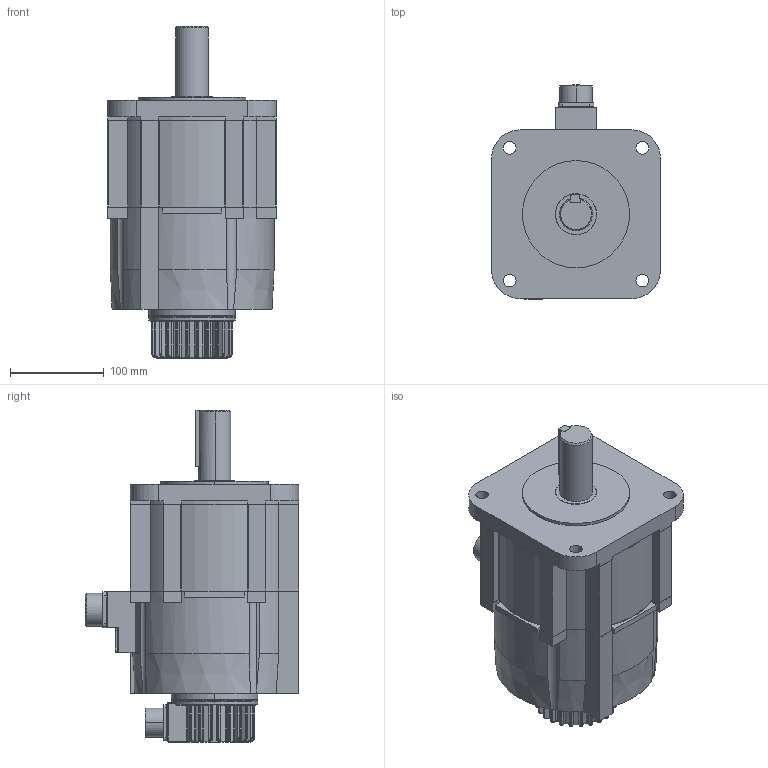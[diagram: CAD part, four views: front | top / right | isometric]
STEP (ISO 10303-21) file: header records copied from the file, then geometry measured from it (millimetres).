
FILE_DESCRIPTION (( 'STEP AP214' ), '1' );
FILE_NAME ('ISMH3-29C15CD-U234Z.STEP', '2017-06-29T06:52:56', ( 'inovance' ), ( '' ), 'SwSTEP 2.0', 'SolidWorks 2016', '' );
FILE_SCHEMA (( 'AUTOMOTIVE_DESIGN' ));
Length unit declared in the file: millimetre
Products named in the file (1): ISMH3-29C15CD-U234Z
Bounding box: 180 x 228 x 354 mm (x, y, z)
Volume: 6200767.6 mm3; surface area: 435650 mm2
Topology: 19 solids, 19 shells, 1037 faces, 2589 edges, 1574 vertices
Faces by surface type: cylinder 489, plane 258, torus 188, sphere 77, cone 20, bspline 5
Entity records: 42799 total; most frequent: CARTESIAN_POINT 6071, DIRECTION 5851, ORIENTED_EDGE 4924, EDGE_CURVE 2462, AXIS2_PLACEMENT_3D 2390, VERTEX_POINT 1505, CIRCLE 1357, EDGE_LOOP 1157
